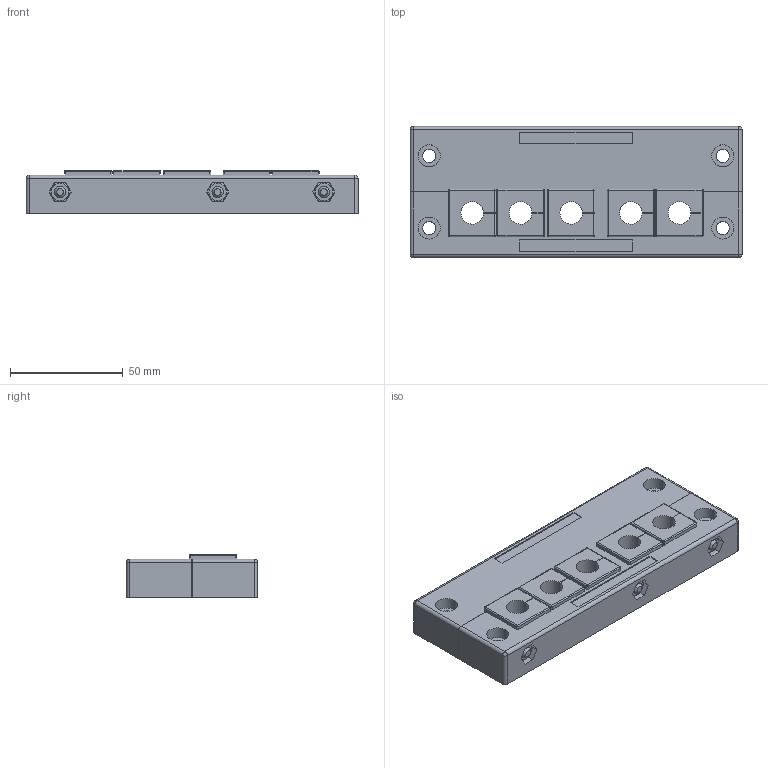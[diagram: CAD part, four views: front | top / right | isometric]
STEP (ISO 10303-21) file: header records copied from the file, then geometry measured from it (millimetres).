
FILE_DESCRIPTION(('STEP AP242'),'1');
FILE_NAME('42248.stp','2020-06-03T12:57:50',('TraceParts'),('TraceParts S.A.'),'Spatial InterOp 3D',' ',' ');
FILE_SCHEMA(('AP242_MANAGED_MODEL_BASED_3D_ENGINEERING_MIM_LF {1 0 10303 442 1 1 4}'));
Length unit declared in the file: millimetre
Products named in the file (1): 42248_1
Bounding box: 147 x 58 x 19 mm (x, y, z)
Volume: 140203.5 mm3; surface area: 50980 mm2
Topology: 12 solids, 12 shells, 412 faces, 996 edges, 600 vertices
Faces by surface type: plane 217, cylinder 135, cone 30, sphere 24, torus 6
Entity records: 11907 total; most frequent: CARTESIAN_POINT 2254, DIRECTION 2034, ORIENTED_EDGE 1944, EDGE_CURVE 972, AXIS2_PLACEMENT_3D 700, LINE 634, VECTOR 634, VERTEX_POINT 600
